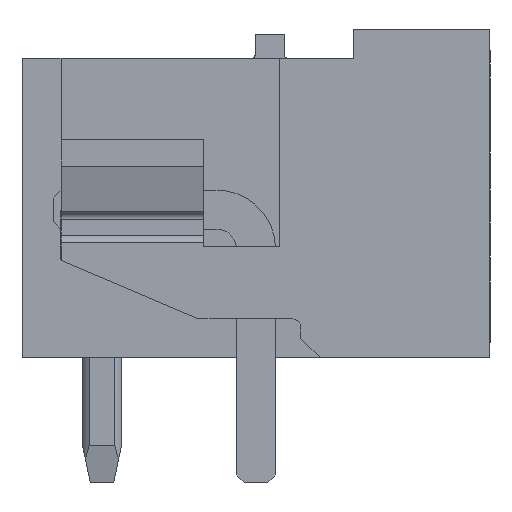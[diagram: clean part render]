
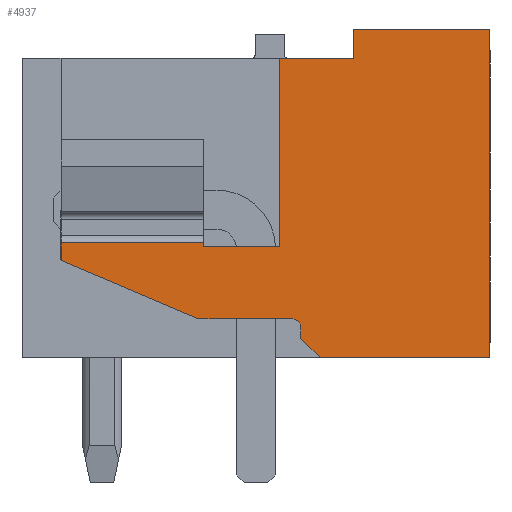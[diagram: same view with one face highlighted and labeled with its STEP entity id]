
A CAD part, left-side view. The second image highlights one B-rep face of the part: STEP entity #4937.
In plain terms, the highlighted planar face has unit normal (-1, 0, 0).
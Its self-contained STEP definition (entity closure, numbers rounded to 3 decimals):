
#4681=AXIS2_PLACEMENT_3D('Circle Axis2P3D',#4679,#4680,$) ;
#4908=AXIS2_PLACEMENT_3D('Plane Axis2P3D',#4905,#4906,#4907) ;
#269=CARTESIAN_POINT('Vertex',(0.,3.5,11.63)) ;
#272=CARTESIAN_POINT('Line Origine',(0.,1.75,11.63)) ;
#276=CARTESIAN_POINT('Vertex',(0.,0.,11.63)) ;
#727=CARTESIAN_POINT('Vertex',(0.,5.4,10.88)) ;
#730=CARTESIAN_POINT('Line Origine',(0.,4.45,10.88)) ;
#734=CARTESIAN_POINT('Vertex',(0.,3.5,10.88)) ;
#977=CARTESIAN_POINT('Vertex',(0.,0.,3.2)) ;
#980=CARTESIAN_POINT('Line Origine',(0.,2.177,3.2)) ;
#984=CARTESIAN_POINT('Vertex',(0.,4.354,3.2)) ;
#2286=CARTESIAN_POINT('Line Origine',(0.,0.,7.415)) ;
#4229=CARTESIAN_POINT('Vertex',(0.,7.35,6.15)) ;
#4232=CARTESIAN_POINT('Line Origine',(0.,7.35,6.1)) ;
#4236=CARTESIAN_POINT('Vertex',(0.,7.35,6.05)) ;
#4343=CARTESIAN_POINT('Line Origine',(0.,9.175,6.15)) ;
#4347=CARTESIAN_POINT('Vertex',(0.,11.,6.15)) ;
#4569=CARTESIAN_POINT('Vertex',(0.,7.464,4.2)) ;
#4574=CARTESIAN_POINT('Line Origine',(0.,9.232,4.95)) ;
#4578=CARTESIAN_POINT('Vertex',(0.,11.,5.7)) ;
#4609=CARTESIAN_POINT('Vertex',(0.,5.054,4.2)) ;
#4614=CARTESIAN_POINT('Line Origine',(0.,6.259,4.2)) ;
#4674=CARTESIAN_POINT('Vertex',(0.,4.854,4.)) ;
#4679=CARTESIAN_POINT('Axis2P3D Location',(0.,5.054,4.)) ;
#4705=CARTESIAN_POINT('Vertex',(0.,4.854,3.7)) ;
#4710=CARTESIAN_POINT('Line Origine',(0.,4.854,3.85)) ;
#4732=CARTESIAN_POINT('Line Origine',(0.,4.604,3.45)) ;
#4758=CARTESIAN_POINT('Vertex',(0.,5.4,6.05)) ;
#4763=CARTESIAN_POINT('Line Origine',(0.,5.4,8.465)) ;
#4813=CARTESIAN_POINT('Line Origine',(0.,6.375,6.05)) ;
#4905=CARTESIAN_POINT('Axis2P3D Location',(0.,0.,0.)) ;
#4910=CARTESIAN_POINT('Line Origine',(0.,11.,5.925)) ;
#4915=CARTESIAN_POINT('Line Origine',(0.,3.5,11.255)) ;
#273=DIRECTION('Vector Direction',(0.,-1.,0.)) ;
#731=DIRECTION('Vector Direction',(0.,1.,0.)) ;
#981=DIRECTION('Vector Direction',(0.,1.,0.)) ;
#2287=DIRECTION('Vector Direction',(0.,0.,-1.)) ;
#4233=DIRECTION('Vector Direction',(0.,0.,1.)) ;
#4344=DIRECTION('Vector Direction',(0.,1.,0.)) ;
#4575=DIRECTION('Vector Direction',(0.,-0.921,-0.391)) ;
#4615=DIRECTION('Vector Direction',(0.,-1.,0.)) ;
#4680=DIRECTION('Axis2P3D Direction',(-1.,0.,0.)) ;
#4711=DIRECTION('Vector Direction',(0.,0.,-1.)) ;
#4733=DIRECTION('Vector Direction',(0.,-0.707,-0.707)) ;
#4764=DIRECTION('Vector Direction',(0.,0.,1.)) ;
#4814=DIRECTION('Vector Direction',(0.,1.,0.)) ;
#4906=DIRECTION('Axis2P3D Direction',(-1.,0.,0.)) ;
#4907=DIRECTION('Axis2P3D XDirection',(0.,-1.,0.)) ;
#4911=DIRECTION('Vector Direction',(0.,0.,-1.)) ;
#4916=DIRECTION('Vector Direction',(0.,0.,1.)) ;
#274=VECTOR('Line Direction',#273,1.) ;
#732=VECTOR('Line Direction',#731,1.) ;
#982=VECTOR('Line Direction',#981,1.) ;
#2288=VECTOR('Line Direction',#2287,1.) ;
#4234=VECTOR('Line Direction',#4233,1.) ;
#4345=VECTOR('Line Direction',#4344,1.) ;
#4576=VECTOR('Line Direction',#4575,1.) ;
#4616=VECTOR('Line Direction',#4615,1.) ;
#4712=VECTOR('Line Direction',#4711,1.) ;
#4734=VECTOR('Line Direction',#4733,1.) ;
#4765=VECTOR('Line Direction',#4764,1.) ;
#4815=VECTOR('Line Direction',#4814,1.) ;
#4912=VECTOR('Line Direction',#4911,1.) ;
#4917=VECTOR('Line Direction',#4916,1.) ;
#4921=ORIENTED_EDGE('',*,*,#4238,.T.) ;
#4922=ORIENTED_EDGE('',*,*,#4349,.T.) ;
#4923=ORIENTED_EDGE('',*,*,#4914,.F.) ;
#4924=ORIENTED_EDGE('',*,*,#4580,.F.) ;
#4925=ORIENTED_EDGE('',*,*,#4618,.F.) ;
#4926=ORIENTED_EDGE('',*,*,#4683,.F.) ;
#4927=ORIENTED_EDGE('',*,*,#4714,.F.) ;
#4928=ORIENTED_EDGE('',*,*,#4736,.F.) ;
#4929=ORIENTED_EDGE('',*,*,#986,.T.) ;
#4930=ORIENTED_EDGE('',*,*,#2290,.T.) ;
#4931=ORIENTED_EDGE('',*,*,#278,.T.) ;
#4932=ORIENTED_EDGE('',*,*,#4919,.T.) ;
#4933=ORIENTED_EDGE('',*,*,#736,.T.) ;
#4934=ORIENTED_EDGE('',*,*,#4767,.F.) ;
#4935=ORIENTED_EDGE('',*,*,#4817,.F.) ;
#4937=ADVANCED_FACE('Housing',(#4936),#4909,.T.) ;
#4682=CIRCLE('generated circle',#4681,0.2) ;
#278=EDGE_CURVE('',#277,#270,#275,.F.) ;
#736=EDGE_CURVE('',#735,#728,#733,.T.) ;
#986=EDGE_CURVE('',#985,#978,#983,.F.) ;
#2290=EDGE_CURVE('',#978,#277,#2289,.F.) ;
#4238=EDGE_CURVE('',#4237,#4230,#4235,.T.) ;
#4349=EDGE_CURVE('',#4230,#4348,#4346,.T.) ;
#4580=EDGE_CURVE('',#4570,#4579,#4577,.F.) ;
#4618=EDGE_CURVE('',#4610,#4570,#4617,.F.) ;
#4683=EDGE_CURVE('',#4675,#4610,#4682,.T.) ;
#4714=EDGE_CURVE('',#4706,#4675,#4713,.F.) ;
#4736=EDGE_CURVE('',#985,#4706,#4735,.F.) ;
#4767=EDGE_CURVE('',#4759,#728,#4766,.T.) ;
#4817=EDGE_CURVE('',#4237,#4759,#4816,.F.) ;
#4914=EDGE_CURVE('',#4579,#4348,#4913,.F.) ;
#4919=EDGE_CURVE('',#270,#735,#4918,.F.) ;
#4920=EDGE_LOOP('',(#4921,#4922,#4923,#4924,#4925,#4926,#4927,#4928,#4929,#4930,#4931,#4932,#4933,#4934,#4935)) ;
#4936=FACE_OUTER_BOUND('',#4920,.T.) ;
#275=LINE('Line',#272,#274) ;
#733=LINE('Line',#730,#732) ;
#983=LINE('Line',#980,#982) ;
#2289=LINE('Line',#2286,#2288) ;
#4235=LINE('Line',#4232,#4234) ;
#4346=LINE('Line',#4343,#4345) ;
#4577=LINE('Line',#4574,#4576) ;
#4617=LINE('Line',#4614,#4616) ;
#4713=LINE('Line',#4710,#4712) ;
#4735=LINE('Line',#4732,#4734) ;
#4766=LINE('Line',#4763,#4765) ;
#4816=LINE('Line',#4813,#4815) ;
#4913=LINE('Line',#4910,#4912) ;
#4918=LINE('Line',#4915,#4917) ;
#4909=PLANE('',#4908) ;
#270=VERTEX_POINT('',#269) ;
#277=VERTEX_POINT('',#276) ;
#728=VERTEX_POINT('',#727) ;
#735=VERTEX_POINT('',#734) ;
#978=VERTEX_POINT('',#977) ;
#985=VERTEX_POINT('',#984) ;
#4230=VERTEX_POINT('',#4229) ;
#4237=VERTEX_POINT('',#4236) ;
#4348=VERTEX_POINT('',#4347) ;
#4570=VERTEX_POINT('',#4569) ;
#4579=VERTEX_POINT('',#4578) ;
#4610=VERTEX_POINT('',#4609) ;
#4675=VERTEX_POINT('',#4674) ;
#4706=VERTEX_POINT('',#4705) ;
#4759=VERTEX_POINT('',#4758) ;
